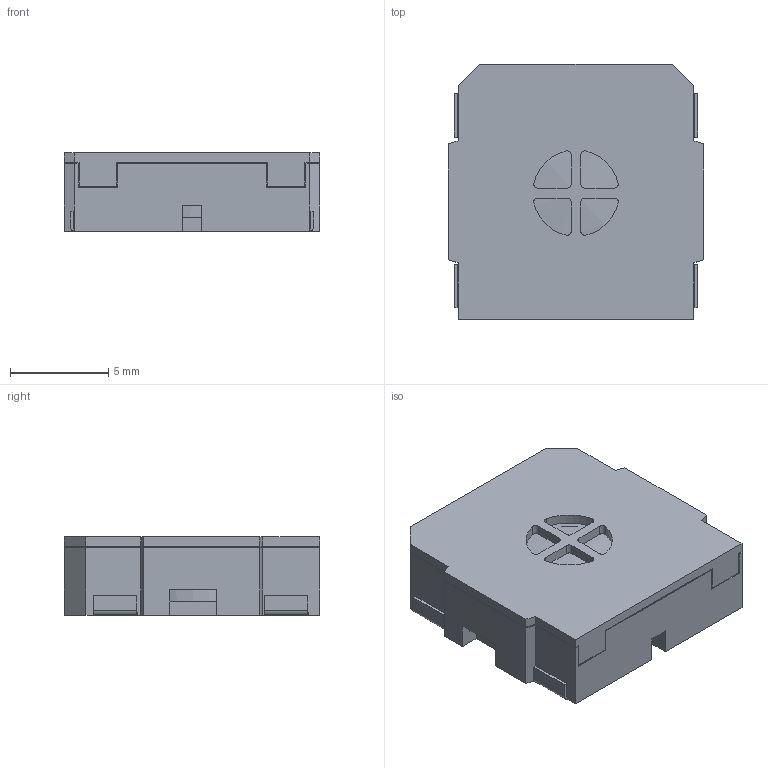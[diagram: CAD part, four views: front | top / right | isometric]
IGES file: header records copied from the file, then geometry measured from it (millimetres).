
Global section: file name: No Iges File Name specified; native system: Autodesk Inventor 2011; preprocessor: AutoDesk Inventor Iges Exporter R2011; author: Dunn; date: 20120111.084825; units: millimetre
Bounding box: 13 x 13 x 4 mm (x, y, z)
Volume: 332.2 mm3; surface area: 1224.8 mm2
Topology: 2 solids, 2 shells, 228 faces, 674 edges, 446 vertices
Faces by surface type: plane 176, revolution 36, cylinder 12, torus 2, sphere 1, bspline 1
